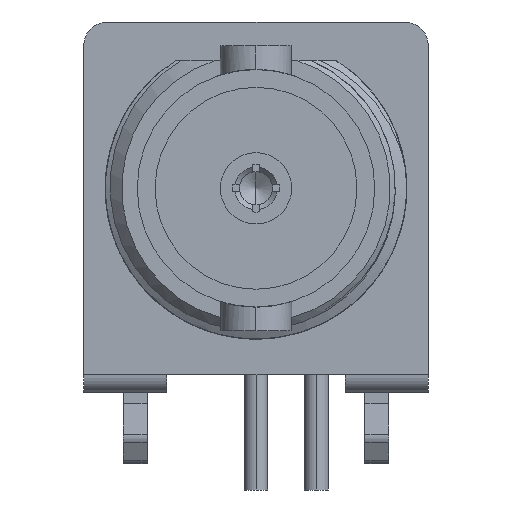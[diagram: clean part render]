
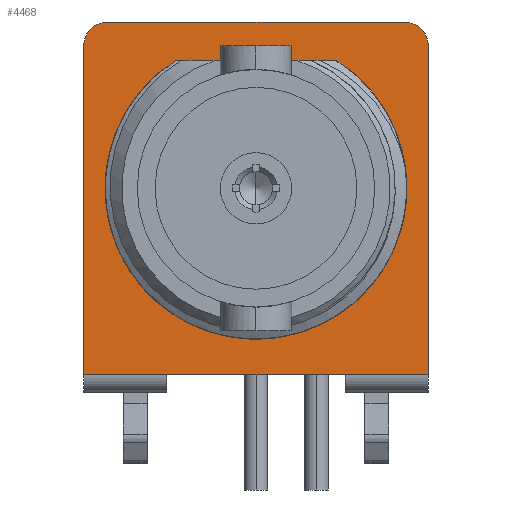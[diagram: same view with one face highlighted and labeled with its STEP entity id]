
A CAD part, left-side view. The second image highlights one B-rep face of the part: STEP entity #4468.
In plain terms, the highlighted planar face has unit normal (-1, 0, 0).
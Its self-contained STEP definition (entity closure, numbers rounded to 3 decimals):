
#1=CARTESIAN_POINT('',(0.,6.25,6.94));
#2=DIRECTION('',(-1.,0.,0.));
#3=DIRECTION('',(0.,0.,1.));
#4=AXIS2_PLACEMENT_3D('',#1,#2,#3);
#6=DIRECTION('',(0.,-1.,0.));
#7=VECTOR('',#6,12.5);
#8=CARTESIAN_POINT('',(0.,6.25,7.94));
#9=LINE('',#8,#7);
#10=CARTESIAN_POINT('',(0.,-6.25,6.94));
#11=DIRECTION('',(-1.,0.,0.));
#12=DIRECTION('',(0.,-1.,0.));
#13=AXIS2_PLACEMENT_3D('',#10,#11,#12);
#15=DIRECTION('',(0.,0.,-1.));
#16=VECTOR('',#15,13.85);
#17=CARTESIAN_POINT('',(0.,-7.25,6.94));
#18=LINE('',#17,#16);
#19=DIRECTION('',(0.,1.,0.));
#20=VECTOR('',#19,14.5);
#21=CARTESIAN_POINT('',(0.,-7.25,-6.91));
#22=LINE('',#21,#20);
#23=DIRECTION('',(0.,0.,1.));
#24=VECTOR('',#23,13.85);
#25=CARTESIAN_POINT('',(0.,7.25,-6.91));
#26=LINE('',#25,#24);
#27=DIRECTION('',(0.,-1.,0.));
#28=VECTOR('',#27,6.698);
#29=CARTESIAN_POINT('',(0.,3.349,6.335));
#30=LINE('',#29,#28);
#1196=CARTESIAN_POINT('',(0.,0.,0.94));
#1197=DIRECTION('',(1.,0.,0.));
#1198=DIRECTION('',(0.,-0.527,0.85));
#1199=AXIS2_PLACEMENT_3D('',#1196,#1197,#1198);
#3957=CARTESIAN_POINT('',(0.,7.25,-6.91));
#3958=VERTEX_POINT('',#3957);
#3979=CARTESIAN_POINT('',(0.,-7.25,-6.91));
#3980=VERTEX_POINT('',#3979);
#4028=CARTESIAN_POINT('',(0.,3.349,6.335));
#4029=CARTESIAN_POINT('',(0.,-3.349,6.335));
#4030=VERTEX_POINT('',#4028);
#4031=VERTEX_POINT('',#4029);
#4032=CARTESIAN_POINT('',(0.,6.25,7.94));
#4033=CARTESIAN_POINT('',(0.,7.25,6.94));
#4034=VERTEX_POINT('',#4032);
#4035=VERTEX_POINT('',#4033);
#4040=CARTESIAN_POINT('',(0.,-7.25,6.94));
#4041=CARTESIAN_POINT('',(0.,-6.25,7.94));
#4042=VERTEX_POINT('',#4040);
#4043=VERTEX_POINT('',#4041);
#4443=CARTESIAN_POINT('',(0.,0.,0.));
#4444=DIRECTION('',(1.,0.,0.));
#4445=DIRECTION('',(0.,-1.,0.));
#4446=AXIS2_PLACEMENT_3D('',#4443,#4444,#4445);
#4447=PLANE('',#4446);
#4449=ORIENTED_EDGE('',*,*,#4448,.F.);
#4451=ORIENTED_EDGE('',*,*,#4450,.T.);
#4453=ORIENTED_EDGE('',*,*,#4452,.F.);
#4455=ORIENTED_EDGE('',*,*,#4454,.T.);
#4457=ORIENTED_EDGE('',*,*,#4456,.T.);
#4459=ORIENTED_EDGE('',*,*,#4458,.T.);
#4460=EDGE_LOOP('',(#4449,#4451,#4453,#4455,#4457,#4459));
#4461=FACE_OUTER_BOUND('',#4460,.F.);
#4463=ORIENTED_EDGE('',*,*,#4462,.F.);
#4465=ORIENTED_EDGE('',*,*,#4464,.F.);
#4466=EDGE_LOOP('',(#4463,#4465));
#4467=FACE_BOUND('',#4466,.F.);
#4468=ADVANCED_FACE('',(#4461,#4467),#4447,.F.);
#5=CIRCLE('',#4,1.);
#14=CIRCLE('',#13,1.);
#1200=CIRCLE('',#1199,6.35);
#4448=EDGE_CURVE('',#4034,#4035,#5,.T.);
#4450=EDGE_CURVE('',#4034,#4043,#9,.T.);
#4452=EDGE_CURVE('',#4042,#4043,#14,.T.);
#4454=EDGE_CURVE('',#4042,#3980,#18,.T.);
#4456=EDGE_CURVE('',#3980,#3958,#22,.T.);
#4458=EDGE_CURVE('',#3958,#4035,#26,.T.);
#4462=EDGE_CURVE('',#4031,#4030,#1200,.T.);
#4464=EDGE_CURVE('',#4030,#4031,#30,.T.);
